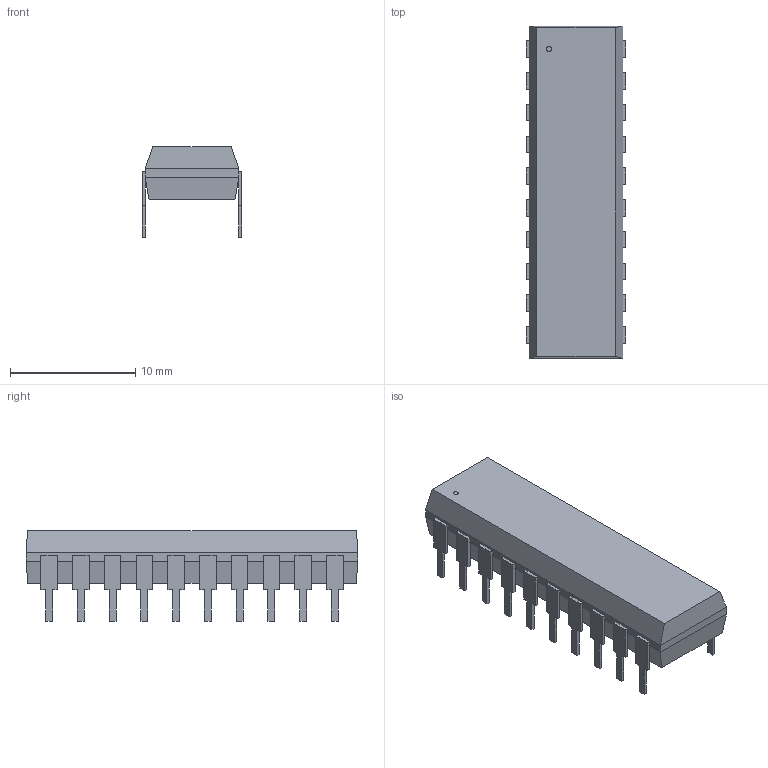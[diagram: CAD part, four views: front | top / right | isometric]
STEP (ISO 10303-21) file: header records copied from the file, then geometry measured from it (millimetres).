
FILE_DESCRIPTION(('STEP AP214'),'1');
FILE_NAME('21-0043D_20_MXM','2023-09-07T01:21:28',(''),(''),'','','');
FILE_SCHEMA(('AUTOMOTIVE_DESIGN'));
Length unit declared in the file: millimetre
Products named in the file (1): product
Bounding box: 7.99 x 26.54 x 7.24 mm (x, y, z)
Volume: 811.5 mm3; surface area: 900.9 mm2
Topology: 22 solids, 22 shells, 257 faces, 631 edges, 418 vertices
Faces by surface type: plane 256, cylinder 1
Full cylindrical faces by diameter (mm): 0.374 x1
Entity records: 7157 total; most frequent: ORIENTED_EDGE 1260, DIRECTION 1150, CARTESIAN_POINT 679, EDGE_CURVE 630, LINE 628, VECTOR 628, VERTEX_POINT 418, AXIS2_PLACEMENT_3D 261
